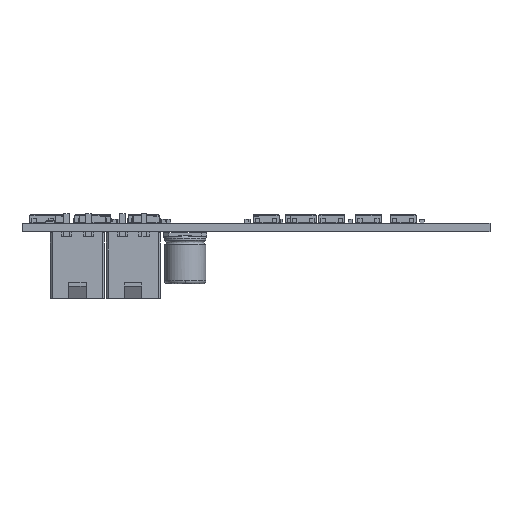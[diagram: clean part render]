
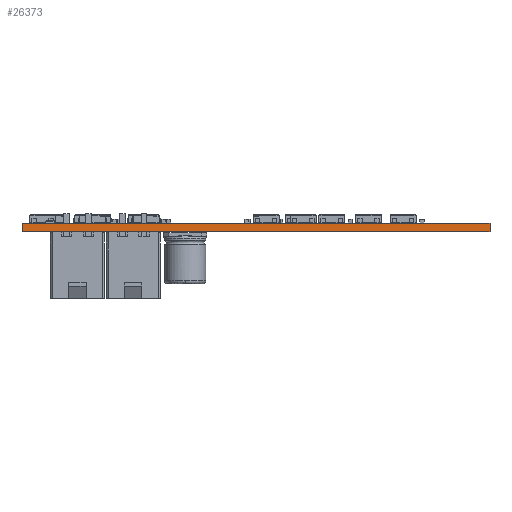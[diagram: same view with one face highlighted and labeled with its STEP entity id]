
A CAD part, left-side view. The second image highlights one B-rep face of the part: STEP entity #26373.
In plain terms, the highlighted planar face has unit normal (-1, 0, 0).
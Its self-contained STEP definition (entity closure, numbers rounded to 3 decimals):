
#23226 = PLANE('',#23227);
#23227 = AXIS2_PLACEMENT_3D('',#23228,#23229,#23230);
#23228 = CARTESIAN_POINT('',(158.648,-40.894,0.));
#23229 = DIRECTION('',(0.,1.,0.));
#23230 = DIRECTION('',(1.,0.,0.));
#23254 = PLANE('',#23255);
#23255 = AXIS2_PLACEMENT_3D('',#23256,#23257,#23258);
#23256 = CARTESIAN_POINT('',(180.048,-81.491,1.58));
#23257 = DIRECTION('',(-0.,-0.,-1.));
#23258 = DIRECTION('',(-1.,0.,0.));
#23308 = PLANE('',#23309);
#23309 = AXIS2_PLACEMENT_3D('',#23310,#23311,#23312);
#23310 = CARTESIAN_POINT('',(180.048,-81.491,0.));
#23311 = DIRECTION('',(-0.,-0.,-1.));
#23312 = DIRECTION('',(-1.,0.,0.));
#23323 = EDGE_CURVE('',#23324,#23326,#23328,.T.);
#23324 = VERTEX_POINT('',#23325);
#23325 = CARTESIAN_POINT('',(158.648,-40.894,0.));
#23326 = VERTEX_POINT('',#23327);
#23327 = CARTESIAN_POINT('',(158.648,-40.894,1.58));
#23328 = SURFACE_CURVE('',#23329,(#23333,#23340),.PCURVE_S1.);
#23329 = LINE('',#23330,#23331);
#23330 = CARTESIAN_POINT('',(158.648,-40.894,0.));
#23331 = VECTOR('',#23332,1.);
#23332 = DIRECTION('',(0.,0.,1.));
#23333 = PCURVE('',#23226,#23334);
#23334 = DEFINITIONAL_REPRESENTATION('',(#23335),#23339);
#23335 = LINE('',#23336,#23337);
#23336 = CARTESIAN_POINT('',(0.,0.));
#23337 = VECTOR('',#23338,1.);
#23338 = DIRECTION('',(0.,-1.));
#23339 = ( GEOMETRIC_REPRESENTATION_CONTEXT(2) 
PARAMETRIC_REPRESENTATION_CONTEXT() REPRESENTATION_CONTEXT('2D SPACE',''
  ) );
#23340 = PCURVE('',#23341,#23346);
#23341 = PLANE('',#23342);
#23342 = AXIS2_PLACEMENT_3D('',#23343,#23344,#23345);
#23343 = CARTESIAN_POINT('',(158.648,-131.318,0.));
#23344 = DIRECTION('',(-1.,0.,0.));
#23345 = DIRECTION('',(0.,1.,0.));
#23346 = DEFINITIONAL_REPRESENTATION('',(#23347),#23351);
#23347 = LINE('',#23348,#23349);
#23348 = CARTESIAN_POINT('',(90.424,0.));
#23349 = VECTOR('',#23350,1.);
#23350 = DIRECTION('',(0.,-1.));
#23351 = ( GEOMETRIC_REPRESENTATION_CONTEXT(2) 
PARAMETRIC_REPRESENTATION_CONTEXT() REPRESENTATION_CONTEXT('2D SPACE',''
  ) );
#24369 = VERTEX_POINT('',#24370);
#24370 = CARTESIAN_POINT('',(158.648,-131.318,0.));
#24384 = PLANE('',#24385);
#24385 = AXIS2_PLACEMENT_3D('',#24386,#24387,#24388);
#24386 = CARTESIAN_POINT('',(172.263,-131.318,0.));
#24387 = DIRECTION('',(0.,-1.,0.));
#24388 = DIRECTION('',(-1.,0.,0.));
#24396 = EDGE_CURVE('',#24369,#23324,#24397,.T.);
#24397 = SURFACE_CURVE('',#24398,(#24402,#24409),.PCURVE_S1.);
#24398 = LINE('',#24399,#24400);
#24399 = CARTESIAN_POINT('',(158.648,-131.318,0.));
#24400 = VECTOR('',#24401,1.);
#24401 = DIRECTION('',(0.,1.,0.));
#24402 = PCURVE('',#23308,#24403);
#24403 = DEFINITIONAL_REPRESENTATION('',(#24404),#24408);
#24404 = LINE('',#24405,#24406);
#24405 = CARTESIAN_POINT('',(21.4,-49.827));
#24406 = VECTOR('',#24407,1.);
#24407 = DIRECTION('',(0.,1.));
#24408 = ( GEOMETRIC_REPRESENTATION_CONTEXT(2) 
PARAMETRIC_REPRESENTATION_CONTEXT() REPRESENTATION_CONTEXT('2D SPACE',''
  ) );
#24409 = PCURVE('',#23341,#24410);
#24410 = DEFINITIONAL_REPRESENTATION('',(#24411),#24415);
#24411 = LINE('',#24412,#24413);
#24412 = CARTESIAN_POINT('',(0.,0.));
#24413 = VECTOR('',#24414,1.);
#24414 = DIRECTION('',(1.,0.));
#24415 = ( GEOMETRIC_REPRESENTATION_CONTEXT(2) 
PARAMETRIC_REPRESENTATION_CONTEXT() REPRESENTATION_CONTEXT('2D SPACE',''
  ) );
#25790 = VERTEX_POINT('',#25791);
#25791 = CARTESIAN_POINT('',(158.648,-131.318,1.58));
#25812 = EDGE_CURVE('',#25790,#23326,#25813,.T.);
#25813 = SURFACE_CURVE('',#25814,(#25818,#25825),.PCURVE_S1.);
#25814 = LINE('',#25815,#25816);
#25815 = CARTESIAN_POINT('',(158.648,-131.318,1.58));
#25816 = VECTOR('',#25817,1.);
#25817 = DIRECTION('',(0.,1.,0.));
#25818 = PCURVE('',#23254,#25819);
#25819 = DEFINITIONAL_REPRESENTATION('',(#25820),#25824);
#25820 = LINE('',#25821,#25822);
#25821 = CARTESIAN_POINT('',(21.4,-49.827));
#25822 = VECTOR('',#25823,1.);
#25823 = DIRECTION('',(0.,1.));
#25824 = ( GEOMETRIC_REPRESENTATION_CONTEXT(2) 
PARAMETRIC_REPRESENTATION_CONTEXT() REPRESENTATION_CONTEXT('2D SPACE',''
  ) );
#25825 = PCURVE('',#23341,#25826);
#25826 = DEFINITIONAL_REPRESENTATION('',(#25827),#25831);
#25827 = LINE('',#25828,#25829);
#25828 = CARTESIAN_POINT('',(0.,-1.58));
#25829 = VECTOR('',#25830,1.);
#25830 = DIRECTION('',(1.,0.));
#25831 = ( GEOMETRIC_REPRESENTATION_CONTEXT(2) 
PARAMETRIC_REPRESENTATION_CONTEXT() REPRESENTATION_CONTEXT('2D SPACE',''
  ) );
#26373 = ADVANCED_FACE('',(#26374),#23341,.T.);
#26374 = FACE_BOUND('',#26375,.T.);
#26375 = EDGE_LOOP('',(#26376,#26397,#26398,#26399));
#26376 = ORIENTED_EDGE('',*,*,#26377,.T.);
#26377 = EDGE_CURVE('',#24369,#25790,#26378,.T.);
#26378 = SURFACE_CURVE('',#26379,(#26383,#26390),.PCURVE_S1.);
#26379 = LINE('',#26380,#26381);
#26380 = CARTESIAN_POINT('',(158.648,-131.318,0.));
#26381 = VECTOR('',#26382,1.);
#26382 = DIRECTION('',(0.,0.,1.));
#26383 = PCURVE('',#23341,#26384);
#26384 = DEFINITIONAL_REPRESENTATION('',(#26385),#26389);
#26385 = LINE('',#26386,#26387);
#26386 = CARTESIAN_POINT('',(0.,0.));
#26387 = VECTOR('',#26388,1.);
#26388 = DIRECTION('',(0.,-1.));
#26389 = ( GEOMETRIC_REPRESENTATION_CONTEXT(2) 
PARAMETRIC_REPRESENTATION_CONTEXT() REPRESENTATION_CONTEXT('2D SPACE',''
  ) );
#26390 = PCURVE('',#24384,#26391);
#26391 = DEFINITIONAL_REPRESENTATION('',(#26392),#26396);
#26392 = LINE('',#26393,#26394);
#26393 = CARTESIAN_POINT('',(13.614,0.));
#26394 = VECTOR('',#26395,1.);
#26395 = DIRECTION('',(0.,-1.));
#26396 = ( GEOMETRIC_REPRESENTATION_CONTEXT(2) 
PARAMETRIC_REPRESENTATION_CONTEXT() REPRESENTATION_CONTEXT('2D SPACE',''
  ) );
#26397 = ORIENTED_EDGE('',*,*,#25812,.T.);
#26398 = ORIENTED_EDGE('',*,*,#23323,.F.);
#26399 = ORIENTED_EDGE('',*,*,#24396,.F.);
